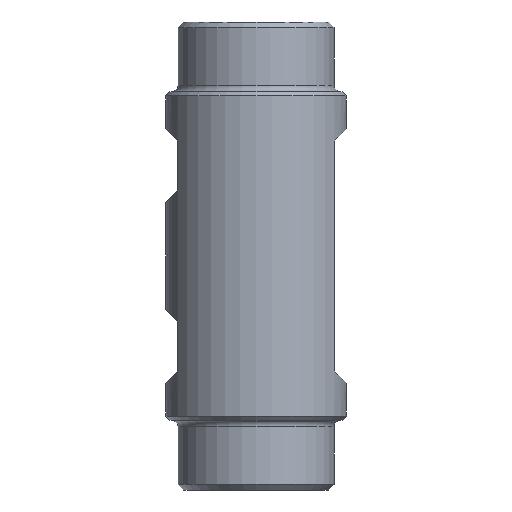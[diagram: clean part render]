
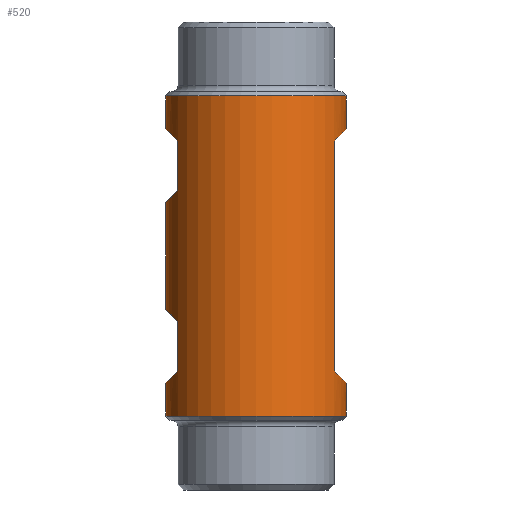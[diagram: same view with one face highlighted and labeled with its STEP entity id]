
A CAD part, front view. The second image highlights one B-rep face of the part: STEP entity #520.
In plain terms, the highlighted cylindrical face has radius 11 mm (diameter 22 mm), a full revolution.
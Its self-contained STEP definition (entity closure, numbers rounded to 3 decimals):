
#43=CIRCLE('',#555,11.);
#44=CIRCLE('',#558,11.);
#61=ELLIPSE('',#553,15.556,11.);
#62=ELLIPSE('',#554,15.556,11.);
#63=ELLIPSE('',#556,15.556,11.);
#64=ELLIPSE('',#557,15.556,11.);
#65=ELLIPSE('',#559,15.556,11.);
#66=ELLIPSE('',#560,15.556,11.);
#67=ORIENTED_EDGE('',*,*,#139,.F.);
#68=ORIENTED_EDGE('',*,*,#140,.T.);
#69=ORIENTED_EDGE('',*,*,#141,.T.);
#70=ORIENTED_EDGE('',*,*,#142,.F.);
#71=ORIENTED_EDGE('',*,*,#143,.T.);
#72=ORIENTED_EDGE('',*,*,#144,.F.);
#73=ORIENTED_EDGE('',*,*,#145,.T.);
#74=ORIENTED_EDGE('',*,*,#146,.F.);
#75=ORIENTED_EDGE('',*,*,#147,.F.);
#76=ORIENTED_EDGE('',*,*,#148,.F.);
#77=ORIENTED_EDGE('',*,*,#149,.T.);
#78=ORIENTED_EDGE('',*,*,#150,.T.);
#79=ORIENTED_EDGE('',*,*,#151,.T.);
#80=ORIENTED_EDGE('',*,*,#152,.F.);
#139=EDGE_CURVE('',#175,#176,#205,.T.);
#140=EDGE_CURVE('',#175,#177,#61,.T.);
#141=EDGE_CURVE('',#177,#178,#206,.T.);
#142=EDGE_CURVE('',#176,#178,#62,.T.);
#143=EDGE_CURVE('',#179,#179,#43,.T.);
#144=EDGE_CURVE('',#180,#181,#63,.T.);
#145=EDGE_CURVE('',#180,#182,#207,.T.);
#146=EDGE_CURVE('',#183,#182,#64,.T.);
#147=EDGE_CURVE('',#181,#183,#208,.T.);
#148=EDGE_CURVE('',#184,#184,#44,.T.);
#149=EDGE_CURVE('',#185,#186,#65,.T.);
#150=EDGE_CURVE('',#186,#187,#209,.T.);
#151=EDGE_CURVE('',#187,#188,#66,.T.);
#152=EDGE_CURVE('',#185,#188,#210,.T.);
#175=VERTEX_POINT('',#722);
#176=VERTEX_POINT('',#723);
#177=VERTEX_POINT('',#725);
#178=VERTEX_POINT('',#727);
#179=VERTEX_POINT('',#730);
#180=VERTEX_POINT('',#732);
#181=VERTEX_POINT('',#733);
#182=VERTEX_POINT('',#735);
#183=VERTEX_POINT('',#737);
#184=VERTEX_POINT('',#740);
#185=VERTEX_POINT('',#742);
#186=VERTEX_POINT('',#743);
#187=VERTEX_POINT('',#745);
#188=VERTEX_POINT('',#747);
#205=LINE('',#721,#217);
#206=LINE('',#726,#218);
#207=LINE('',#734,#219);
#208=LINE('',#738,#220);
#209=LINE('',#744,#221);
#210=LINE('',#748,#222);
#217=VECTOR('',#607,1000.);
#218=VECTOR('',#610,1000.);
#219=VECTOR('',#617,1000.);
#220=VECTOR('',#620,1000.);
#221=VECTOR('',#625,1000.);
#222=VECTOR('',#628,1000.);
#229=EDGE_LOOP('',(#67,#68,#69,#70));
#230=EDGE_LOOP('',(#71));
#231=EDGE_LOOP('',(#72,#73,#74,#75));
#232=EDGE_LOOP('',(#76));
#233=EDGE_LOOP('',(#77,#78,#79,#80));
#277=FACE_BOUND('',#229,.T.);
#278=FACE_BOUND('',#230,.T.);
#279=FACE_BOUND('',#231,.T.);
#280=FACE_BOUND('',#232,.T.);
#281=FACE_BOUND('',#233,.T.);
#325=CYLINDRICAL_SURFACE('',#552,11.);
#520=ADVANCED_FACE('',(#277,#278,#279,#280,#281),#325,.T.);
#552=AXIS2_PLACEMENT_3D('',#720,#605,#606);
#553=AXIS2_PLACEMENT_3D('',#724,#608,#609);
#554=AXIS2_PLACEMENT_3D('',#728,#611,#612);
#555=AXIS2_PLACEMENT_3D('',#729,#613,#614);
#556=AXIS2_PLACEMENT_3D('',#731,#615,#616);
#557=AXIS2_PLACEMENT_3D('',#736,#618,#619);
#558=AXIS2_PLACEMENT_3D('',#739,#621,#622);
#559=AXIS2_PLACEMENT_3D('',#741,#623,#624);
#560=AXIS2_PLACEMENT_3D('',#746,#626,#627);
#605=DIRECTION('',(0.,0.,1.));
#606=DIRECTION('',(1.,0.,0.));
#607=DIRECTION('',(0.,0.,1.));
#608=DIRECTION('',(-0.707,0.,-0.707));
#609=DIRECTION('',(-0.707,0.,0.707));
#610=DIRECTION('',(0.,0.,1.));
#611=DIRECTION('',(0.707,0.,-0.707));
#612=DIRECTION('',(-0.707,0.,-0.707));
#613=DIRECTION('',(0.,0.,1.));
#614=DIRECTION('',(1.,0.,0.));
#615=DIRECTION('',(-0.707,0.,0.707));
#616=DIRECTION('',(0.707,0.,0.707));
#617=DIRECTION('',(0.,0.,1.));
#618=DIRECTION('',(-0.707,0.,-0.707));
#619=DIRECTION('',(-0.707,0.,0.707));
#620=DIRECTION('',(0.,0.,1.));
#621=DIRECTION('',(0.,0.,1.));
#622=DIRECTION('',(1.,0.,0.));
#623=DIRECTION('',(0.707,0.,0.707));
#624=DIRECTION('',(0.707,0.,-0.707));
#625=DIRECTION('',(0.,0.,-1.));
#626=DIRECTION('',(0.707,0.,-0.707));
#627=DIRECTION('',(-0.707,0.,-0.707));
#628=DIRECTION('',(0.,0.,-1.));
#720=CARTESIAN_POINT('',(0.,0.,0.));
#721=CARTESIAN_POINT('',(9.5,5.545,0.));
#722=CARTESIAN_POINT('',(9.5,5.545,-14.));
#723=CARTESIAN_POINT('',(9.5,5.545,14.));
#724=CARTESIAN_POINT('',(0.,0.,-4.5));
#725=CARTESIAN_POINT('',(9.5,-5.545,-14.));
#726=CARTESIAN_POINT('',(9.5,-5.545,0.));
#727=CARTESIAN_POINT('',(9.5,-5.545,14.));
#728=CARTESIAN_POINT('',(0.,0.,4.5));
#729=CARTESIAN_POINT('',(0.,0.,-19.5));
#730=CARTESIAN_POINT('',(11.,0.,-19.5));
#731=CARTESIAN_POINT('',(0.,0.,-4.5));
#732=CARTESIAN_POINT('',(-9.5,5.545,-14.));
#733=CARTESIAN_POINT('',(-9.5,-5.545,-14.));
#734=CARTESIAN_POINT('',(-9.5,5.545,0.));
#735=CARTESIAN_POINT('',(-9.5,5.545,-8.));
#736=CARTESIAN_POINT('',(0.,0.,-17.5));
#737=CARTESIAN_POINT('',(-9.5,-5.545,-8.));
#738=CARTESIAN_POINT('',(-9.5,-5.545,0.));
#739=CARTESIAN_POINT('',(0.,0.,19.5));
#740=CARTESIAN_POINT('',(11.,0.,19.5));
#741=CARTESIAN_POINT('',(0.,0.,4.5));
#742=CARTESIAN_POINT('',(-9.5,5.545,14.));
#743=CARTESIAN_POINT('',(-9.5,-5.545,14.));
#744=CARTESIAN_POINT('',(-9.5,-5.545,0.));
#745=CARTESIAN_POINT('',(-9.5,-5.545,8.));
#746=CARTESIAN_POINT('',(0.,0.,17.5));
#747=CARTESIAN_POINT('',(-9.5,5.545,8.));
#748=CARTESIAN_POINT('',(-9.5,5.545,0.));
